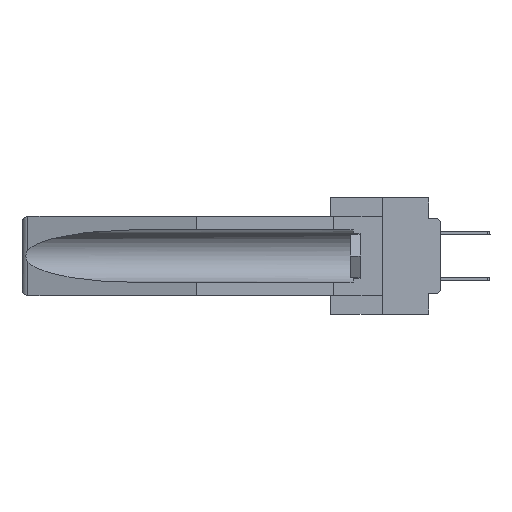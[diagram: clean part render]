
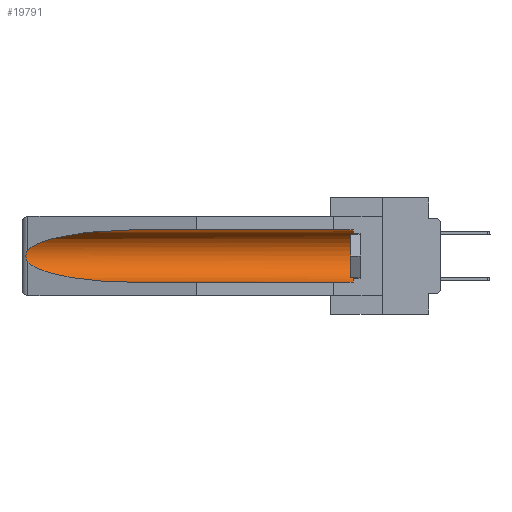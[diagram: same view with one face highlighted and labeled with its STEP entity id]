
A CAD part, left-side view. The second image highlights one B-rep face of the part: STEP entity #19791.
In plain terms, the highlighted cylindrical face has radius 2.857 mm (diameter 5.715 mm), a partial arc.
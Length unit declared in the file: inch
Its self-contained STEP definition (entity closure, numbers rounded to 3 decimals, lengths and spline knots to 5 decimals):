
#187 = CARTESIAN_POINT ( 'NONE',  ( 0.21114, 1.30732, -0.284 ) ) ;
#323 = LINE ( 'NONE', #14712, #29181 ) ;
#459 = CARTESIAN_POINT ( 'NONE',  ( 0.25451, 1.48313, -0.09465 ) ) ;
#486 = CARTESIAN_POINT ( 'NONE',  ( 0.25451, 1.48313, -0.24835 ) ) ;
#2360 = CARTESIAN_POINT ( 'NONE',  ( 0.2673, 1.5327, -0.16383 ) ) ;
#3744 = VERTEX_POINT ( 'NONE', #25681 ) ;
#3968 = EDGE_CURVE ( 'NONE', #13475, #29104, #24532, .T. ) ;
#4380 = CARTESIAN_POINT ( 'NONE',  ( 0.2675, 1.53308, -0.17534 ) ) ;
#4856 = DIRECTION ( 'NONE',  ( 0., 0., 1. ) ) ;
#5121 = DIRECTION ( 'NONE',  ( 0., 1., 0. ) ) ;
#5712 = CARTESIAN_POINT ( 'NONE',  ( 0.155, 0.126, -0.284 ) ) ;
#7006 = CARTESIAN_POINT ( 'NONE',  ( 0.2673, 1.53269, -0.17917 ) ) ;
#7140 = EDGE_CURVE ( 'NONE', #3744, #13475, #21503, .T. ) ;
#7450 = VECTOR ( 'NONE', #5121, 39.37008 ) ;
#7742 = ORIENTED_EDGE ( 'NONE', *, *, #12938, .T. ) ;
#9044 = CARTESIAN_POINT ( 'NONE',  ( 0.26597, 1.5296, -0.19026 ) ) ;
#9145 = CARTESIAN_POINT ( 'NONE',  ( 0.155, -0.30754, -0.1715 ) ) ;
#9427 = CARTESIAN_POINT ( 'NONE',  ( 0.26537, 1.52718, -0.14972 ) ) ;
#9970 = CARTESIAN_POINT ( 'NONE',  ( 0.155, 1.07973, -0.059 ) ) ;
#10067 = ORIENTED_EDGE ( 'NONE', *, *, #12413, .F. ) ;
#10332 = CARTESIAN_POINT ( 'NONE',  ( 0.155, 1.07973, -0.284 ) ) ;
#11454 = CARTESIAN_POINT ( 'NONE',  ( 0.26655, 1.53094, -0.18657 ) ) ;
#12233 = DIRECTION ( 'NONE',  ( 0., -1., 0. ) ) ;
#12308 = FACE_OUTER_BOUND ( 'NONE', #16860, .T. ) ;
#12413 = EDGE_CURVE ( 'NONE', #14982, #13784, #323, .T. ) ;
#12938 = EDGE_CURVE ( 'NONE', #14982, #3744, #16953, .T. ) ;
#13475 = VERTEX_POINT ( 'NONE', #18940 ) ;
#13784 = VERTEX_POINT ( 'NONE', #10332 ) ;
#14033 = AXIS2_PLACEMENT_3D ( 'NONE', #9145, #25244, #25343 ) ;
#14308 = CARTESIAN_POINT ( 'NONE',  ( 0.21114, 1.30732, -0.059 ) ) ;
#14320 = CARTESIAN_POINT ( 'NONE',  ( 0.155, -0.30754, -0.059 ) ) ;
#14409 = CARTESIAN_POINT ( 'NONE',  ( 0.26537, 1.52718, -0.19328 ) ) ;
#14712 = CARTESIAN_POINT ( 'NONE',  ( 0.155, -0.30754, -0.284 ) ) ;
#14982 = VERTEX_POINT ( 'NONE', #5712 ) ;
#16684 = CARTESIAN_POINT ( 'NONE',  ( 0.155, 1.07973, -0.284 ) ) ;
#16860 = EDGE_LOOP ( 'NONE', ( #27442, #25271, #21116, #10067, #7742, #24599 ) ) ;
#16953 = CIRCLE ( 'NONE', #28188, 0.1125 ) ;
#18445 = CYLINDRICAL_SURFACE ( 'NONE', #14033, 0.1125 ) ;
#18940 = CARTESIAN_POINT ( 'NONE',  ( 0.155, 1.07973, -0.059 ) ) ;
#19791 = ADVANCED_FACE ( 'NONE', ( #12308 ), #18445, .F. ) ;
#20467 = EDGE_CURVE ( 'NONE', #29444, #13784, #29464, .T. ) ;
#21116 = ORIENTED_EDGE ( 'NONE', *, *, #20467, .T. ) ;
#21426 = DIRECTION ( 'NONE',  ( 0., 1., 0. ) ) ;
#21503 = LINE ( 'NONE', #14320, #7450 ) ;
#23026 = CARTESIAN_POINT ( 'NONE',  ( 0.26597, 1.52961, -0.15275 ) ) ;
#23085 = CARTESIAN_POINT ( 'NONE',  ( 0.26537, 1.52718, -0.19328 ) ) ;
#24532 =( BOUNDED_CURVE ( )  B_SPLINE_CURVE ( 3, ( #9970, #14308, #459, #26066 ),
 .UNSPECIFIED., .F., .T. ) 
 B_SPLINE_CURVE_WITH_KNOTS ( ( 4, 4 ),
 ( 4.71239, 6.08839 ),
 .UNSPECIFIED. ) 
 CURVE ( )  GEOMETRIC_REPRESENTATION_ITEM ( )  RATIONAL_B_SPLINE_CURVE ( ( 1., 0.848, 0.848, 1. ) ) 
 REPRESENTATION_ITEM ( '' )  );
#24599 = ORIENTED_EDGE ( 'NONE', *, *, #7140, .T. ) ;
#25244 = DIRECTION ( 'NONE',  ( 0., 1., 0. ) ) ;
#25271 = ORIENTED_EDGE ( 'NONE', *, *, #26649, .T. ) ;
#25343 = DIRECTION ( 'NONE',  ( 0., 0., 1. ) ) ;
#25681 = CARTESIAN_POINT ( 'NONE',  ( 0.155, 0.126, -0.059 ) ) ;
#25717 = CARTESIAN_POINT ( 'NONE',  ( 0.155, 0.126, -0.1715 ) ) ;
#26066 = CARTESIAN_POINT ( 'NONE',  ( 0.26537, 1.52718, -0.14972 ) ) ;
#26649 = EDGE_CURVE ( 'NONE', #29104, #29444, #29823, .T. ) ;
#27442 = ORIENTED_EDGE ( 'NONE', *, *, #3968, .T. ) ;
#27559 = CARTESIAN_POINT ( 'NONE',  ( 0.26537, 1.52718, -0.19328 ) ) ;
#27850 = CARTESIAN_POINT ( 'NONE',  ( 0.26654, 1.53092, -0.15636 ) ) ;
#28188 = AXIS2_PLACEMENT_3D ( 'NONE', #25717, #12233, #4856 ) ;
#28982 = CARTESIAN_POINT ( 'NONE',  ( 0.26537, 1.52718, -0.14972 ) ) ;
#29104 = VERTEX_POINT ( 'NONE', #28982 ) ;
#29181 = VECTOR ( 'NONE', #21426, 39.37008 ) ;
#29444 = VERTEX_POINT ( 'NONE', #14409 ) ;
#29464 =( BOUNDED_CURVE ( )  B_SPLINE_CURVE ( 3, ( #23085, #486, #187, #16684 ),
 .UNSPECIFIED., .F., .F. ) 
 B_SPLINE_CURVE_WITH_KNOTS ( ( 4, 4 ),
 ( 0.1948, 1.5708 ),
 .UNSPECIFIED. ) 
 CURVE ( )  GEOMETRIC_REPRESENTATION_ITEM ( )  RATIONAL_B_SPLINE_CURVE ( ( 1., 0.848, 0.848, 1. ) ) 
 REPRESENTATION_ITEM ( '' )  );
#29645 = CARTESIAN_POINT ( 'NONE',  ( 0.2675, 1.53308, -0.16763 ) ) ;
#29823 = B_SPLINE_CURVE_WITH_KNOTS ( 'NONE', 3,
 ( #9427, #23026, #27850, #2360, #29645, #4380, #7006, #11454, #9044, #27559 ),
 .UNSPECIFIED., .F., .F.,
 ( 4, 2, 2, 2, 4 ),
 ( 0., 0.00029, 0.00058, 0.00087, 0.00117 ),
 .UNSPECIFIED. ) ;
